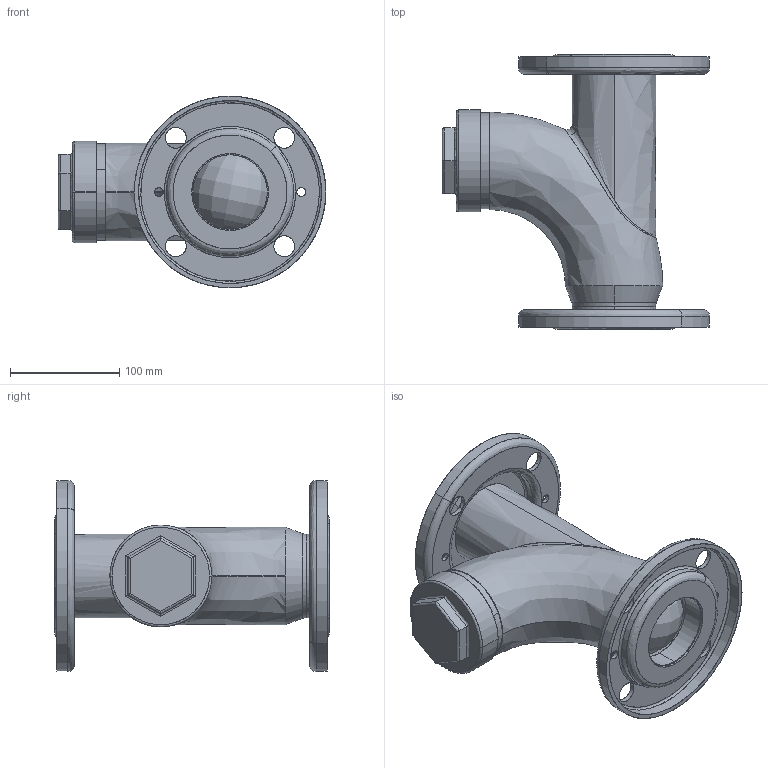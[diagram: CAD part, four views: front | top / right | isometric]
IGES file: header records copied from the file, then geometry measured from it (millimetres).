
Start section: SolidWorks IGES file using analytic representation for surfaces
Global section: file name: 06I2011.IGS; native system: SolidWorks 2016; preprocessor: SolidWorks 2016; author: rzanni; date: 211004.093948; units: millimetre
Bounding box: 244.5 x 251 x 175 mm (x, y, z)
Surface area: 379386.9 mm2 (no closed solid volume)
Topology: 0 solids, 0 shells, 167 faces, 4679 edges, 4677 vertices
Faces by surface type: revolution 92, bspline 75
